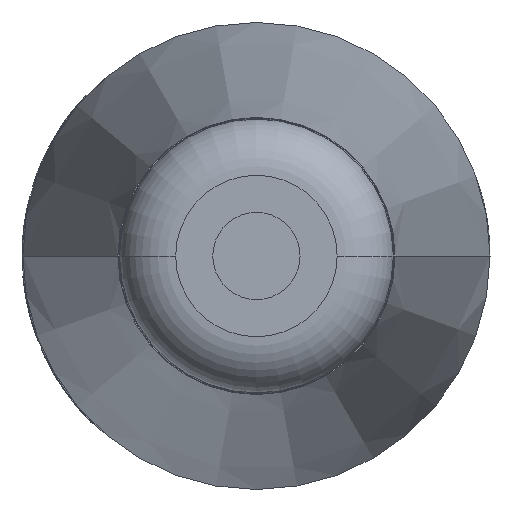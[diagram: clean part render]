
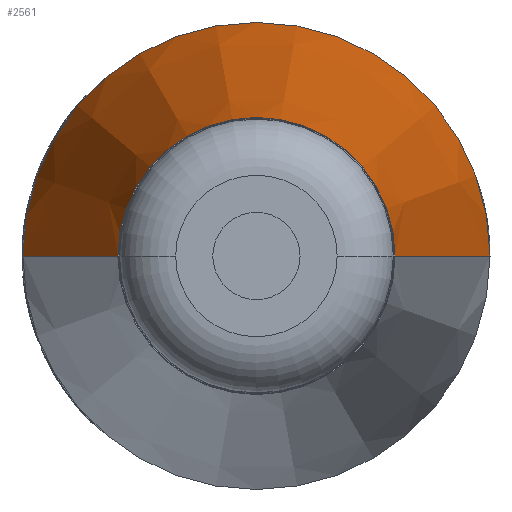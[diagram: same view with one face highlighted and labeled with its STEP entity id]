
A CAD part, left-side view. The second image highlights one B-rep face of the part: STEP entity #2561.
In plain terms, the highlighted conical face has half-angle 8.405 degrees and reference radius 4.262 mm.
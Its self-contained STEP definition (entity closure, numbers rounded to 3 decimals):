
#852=CARTESIAN_POINT('',(-31.54,0.,0.));
#853=DIRECTION('',(1.,0.,0.));
#854=DIRECTION('',(0.,1.,0.));
#855=AXIS2_PLACEMENT_3D('',#852,#853,#854);
#974=DIRECTION('',(0.989,0.146,0.));
#975=VECTOR('',#974,14.89);
#976=CARTESIAN_POINT('',(-46.27,3.174,0.));
#977=LINE('',#976,#975);
#978=DIRECTION('',(0.989,-0.146,0.));
#979=VECTOR('',#978,14.89);
#980=CARTESIAN_POINT('',(-46.27,-3.174,0.));
#981=LINE('',#980,#979);
#982=CARTESIAN_POINT('',(-46.27,0.,0.));
#983=DIRECTION('',(1.,0.,0.));
#984=DIRECTION('',(0.,1.,0.));
#985=AXIS2_PLACEMENT_3D('',#982,#983,#984);
#1301=CARTESIAN_POINT('',(-46.27,3.174,0.));
#1302=CARTESIAN_POINT('',(-31.54,5.35,0.));
#1303=VERTEX_POINT('',#1301);
#1304=VERTEX_POINT('',#1302);
#1305=CARTESIAN_POINT('',(-46.27,-3.174,0.));
#1306=CARTESIAN_POINT('',(-31.54,-5.35,0.));
#1307=VERTEX_POINT('',#1305);
#1308=VERTEX_POINT('',#1306);
#2547=CARTESIAN_POINT('',(-38.905,0.,0.));
#2548=DIRECTION('',(1.,0.,0.));
#2549=DIRECTION('',(0.,1.,0.));
#2550=AXIS2_PLACEMENT_3D('',#2547,#2548,#2549);
#2551=CONICAL_SURFACE('',#2550,4.262,8.405);
#2553=ORIENTED_EDGE('',*,*,#2552,.T.);
#2554=ORIENTED_EDGE('',*,*,#2367,.T.);
#2556=ORIENTED_EDGE('',*,*,#2555,.F.);
#2558=ORIENTED_EDGE('',*,*,#2557,.F.);
#2559=EDGE_LOOP('',(#2553,#2554,#2556,#2558));
#2560=FACE_OUTER_BOUND('',#2559,.F.);
#856=CIRCLE('',#855,5.35);
#986=CIRCLE('',#985,3.174);
#2367=EDGE_CURVE('',#1304,#1308,#856,.T.);
#2552=EDGE_CURVE('',#1303,#1304,#977,.T.);
#2555=EDGE_CURVE('',#1307,#1308,#981,.T.);
#2557=EDGE_CURVE('',#1303,#1307,#986,.T.);
#2561=ADVANCED_FACE('',(#2560),#2551,.T.);
